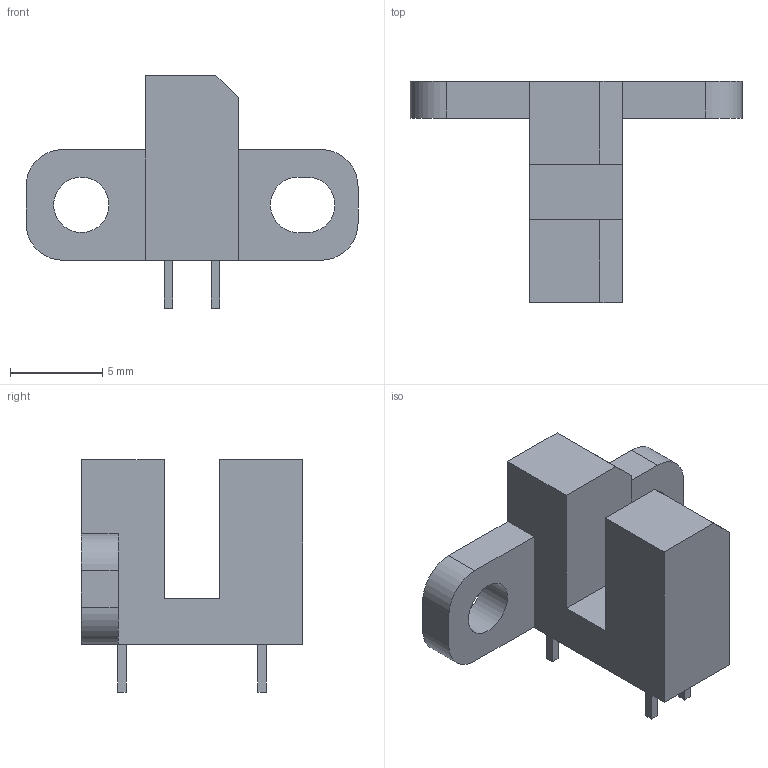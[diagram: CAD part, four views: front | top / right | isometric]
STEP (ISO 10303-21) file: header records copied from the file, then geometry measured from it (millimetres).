
FILE_DESCRIPTION(('Open CASCADE Model'),'2;1');
FILE_NAME('Open CASCADE Shape Model','2024-01-03T16:56:38',('Author'),( 'Open CASCADE'),'Open CASCADE STEP processor 7.7','Open CASCADE 7.7' ,'Unknown');
FILE_SCHEMA(('AUTOMOTIVE_DESIGN { 1 0 10303 214 1 1 1 1 }'));
Length unit declared in the file: millimetre
Products named in the file (13): 9f622a9d-aa0d-11ee-9545-00059a3c7a00; body; body_part; arm; arm_part; leg1; leg1_part; leg2; leg2_part; leg3; leg3_part; leg4; leg4_part
Assembly tree (12 placements, depth 3):
  9f622a9d-aa0d-11ee-9545-00059a3c7a00
    body
      body_part
    arm
      arm_part
    leg1
      leg1_part
    leg2
      leg2_part
    leg3
      leg3_part
    leg4
      leg4_part
Bounding box: 18 x 12 x 12.6 mm (x, y, z)
Volume: 661 mm3; surface area: 807.8 mm2
Topology: 6 solids, 6 shells, 51 faces, 117 edges, 78 vertices
Faces by surface type: plane 44, cylinder 7
Full cylindrical faces by diameter (mm): 3 x1
Entity records: 3228 total; most frequent: CARTESIAN_POINT 521, DIRECTION 485, LINE 319, VECTOR 319, ORIENTED_EDGE 234, PCURVE 234, DEFINITIONAL_REPRESENTATION 234, EDGE_CURVE 117
